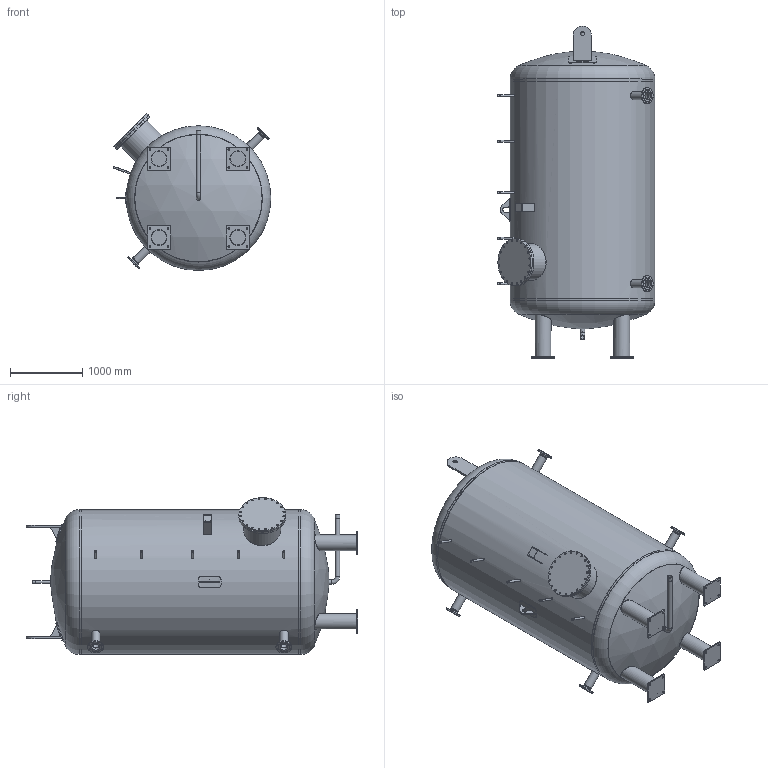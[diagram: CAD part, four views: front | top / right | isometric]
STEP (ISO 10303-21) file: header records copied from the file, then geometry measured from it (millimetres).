
FILE_DESCRIPTION(/* description */ (''),/* implementation_level */ '2;1');
FILE_NAME(/* name */ 'Ø2000_11_6_200_RF_WZ2_2020.stp',/* time_stamp */ '2020-08-18T14:32:42+02:00',/* author */ ('ch'),/* organization */ ('DEHOUST GmbH Heidenau'),/* preprocessor_version */ 'ST-DEVELOPER v17.2',/* originating_system */ 'Autodesk Inventor 2019',/* authorisation */ '');
FILE_SCHEMA (('AUTOMOTIVE_DESIGN { 1 0 10303 214 3 1 1 }'));
Length unit declared in the file: millimetre
Products named in the file (27): 815279; Klöpper_Gew_PL2019-13; Zyl_Ø2000_5x3000_2020; TÖB_Puffer_PL2019-09; Fuß_Puffer_PL2019-14; Dom DN500_1092-1-01_PN6_6x370_2019; DIN EN 10220-1 - 508 x 6,3 - 370; Flansch DN500 DIN2573; Blindflansch DN500 DIN2527; DN100_Ø2000_180°_Iso200_ mB; DIN EN 10220-1 - 114,3 x 4 - 995; DIN 2605 90 Grad Schenkelrohrtyp 3 114.3 - 3.6S; DIN 2633 schweißhalsflansch Typ C Serie 1 (ISO) - PN 16 100 x 114.
3; Muffe Thermo Iso200; DIN EN 10220-1 - 26,9 x 2,6 - 250; ISO 4145 Fassung M2 1/2; Iso200_Ø2000_10_Alu; Entlüftung 1 Iso200_2019; DIN EN 10220-1 - 33,7 x 3,2 - 230; ISO 4145 Fassung M2 1; Schildbrücke Pu-Iso200; TÖM Ø2000 mV; Entleerung 2_ mB_800; DIN EN 10220-1 - 60,3 x 4 - 50; DIN EN 10220-1 - 60,3 x 4 - 800; DIN 2605 90 Grad Schenkelrohrtyp 3 60.3 - 2S; ISO 4144 Fassung S2 2
Assembly tree (38 placements, depth 3):
  815279
    Klöpper_Gew_PL2019-13  x2
    Zyl_Ø2000_5x3000_2020
    TÖB_Puffer_PL2019-09  x2
    Fuß_Puffer_PL2019-14  x4
    Dom DN500_1092-1-01_PN6_6x370_2019
      DIN EN 10220-1 - 508 x 6,3 - 370
      Flansch DN500 DIN2573
      Blindflansch DN500 DIN2527
    DN100_Ø2000_180°_Iso200_ mB  x4
      DIN EN 10220-1 - 114,3 x 4 - 995
      DIN 2605 90 Grad Schenkelrohrtyp 3 114.3 - 3.6S
      DIN 2633 schweißhalsflansch Typ C Serie 1 (ISO) - PN 16 100 x 114.
3
    Muffe Thermo Iso200  x5
      DIN EN 10220-1 - 26,9 x 2,6 - 250
      ISO 4145 Fassung M2 1/2
    Iso200_Ø2000_10_Alu
    Entlüftung 1 Iso200_2019
      DIN EN 10220-1 - 33,7 x 3,2 - 230
      ISO 4145 Fassung M2 1
    Schildbrücke Pu-Iso200
    TÖM Ø2000 mV
    Entleerung 2_ mB_800
      DIN EN 10220-1 - 60,3 x 4 - 50
      DIN EN 10220-1 - 60,3 x 4 - 800
      DIN 2605 90 Grad Schenkelrohrtyp 3 60.3 - 2S
      ISO 4144 Fassung S2 2
Bounding box: 2179.13 x 4585.48 x 2169.2 mm (x, y, z)
Volume: 272195053.4 mm3; surface area: 66697678 mm2
Topology: 52 solids, 52 shells, 404 faces, 958 edges, 668 vertices
Faces by surface type: cylinder 208, plane 170, torus 14, sphere 8, cone 4
Full cylindrical faces by diameter (mm): 5 x1, 5.8 x4, 18 x32, 18.631 x5, 21.7 x5, 22 x40, 24 x16, 26.4 x5, 26.9 x10, 27.3 x1, 30.291 x1, 33.7 x1, 39.5 x1, 52.3 x2, 56.656 x1, 60 x2, 60.3 x4, 68 x1, 106.3 x4, 107.1 x4, 114.3 x12, 158 x4, 206.5 x4, 219.1 x4, 220 x4, 495.4 x1, 508 x3, 645 x2, 1984.4 x2, 1990 x1
Entity records: 9640 total; most frequent: CARTESIAN_POINT 2704, DIRECTION 1341, ORIENTED_EDGE 1108, AXIS2_PLACEMENT_3D 558, EDGE_CURVE 554, EDGE_LOOP 395, VERTEX_POINT 383, CIRCLE 267
